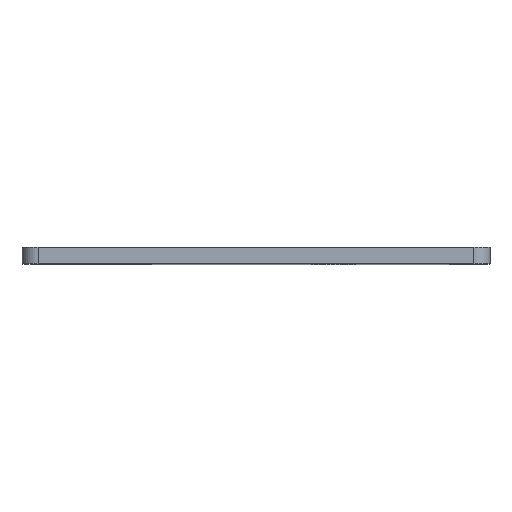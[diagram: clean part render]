
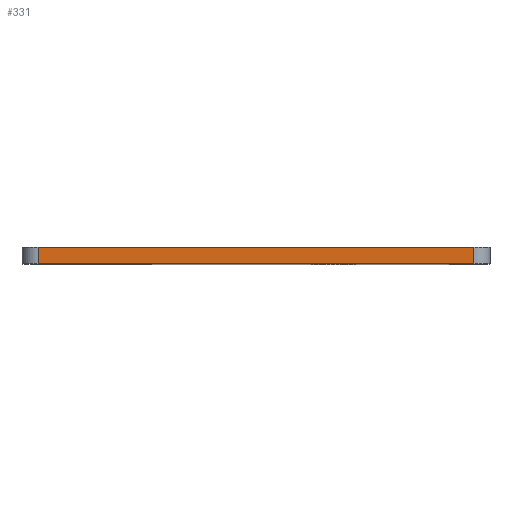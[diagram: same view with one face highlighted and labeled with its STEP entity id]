
A CAD part, top view. The second image highlights one B-rep face of the part: STEP entity #331.
In plain terms, the highlighted planar face has unit normal (0, 0, 1).
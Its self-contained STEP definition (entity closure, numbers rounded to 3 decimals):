
#1 = EDGE_CURVE ( 'NONE', #534, #621, #637, .T. ) ;
#27 = VECTOR ( 'NONE', #150, 1000. ) ;
#29 = VECTOR ( 'NONE', #272, 1000. ) ;
#41 = CARTESIAN_POINT ( 'NONE',  ( 66.471, 3., 20.5 ) ) ;
#43 = VERTEX_POINT ( 'NONE', #673 ) ;
#48 = CARTESIAN_POINT ( 'NONE',  ( 63.471, 3., 20.5 ) ) ;
#49 = VECTOR ( 'NONE', #624, 1000. ) ;
#54 = PLANE ( 'NONE',  #316 ) ;
#82 = DIRECTION ( 'NONE',  ( 0., -1., 0. ) ) ;
#86 = ORIENTED_EDGE ( 'NONE', *, *, #139, .T. ) ;
#100 = CARTESIAN_POINT ( 'NONE',  ( 146.471, 0., 20.5 ) ) ;
#104 = FACE_OUTER_BOUND ( 'NONE', #198, .T. ) ;
#139 = EDGE_CURVE ( 'NONE', #505, #534, #629, .T. ) ;
#150 = DIRECTION ( 'NONE',  ( 1., 0., 0. ) ) ;
#155 = CARTESIAN_POINT ( 'NONE',  ( 63.471, 0., 20.5 ) ) ;
#168 = DIRECTION ( 'NONE',  ( 0., 0., 1. ) ) ;
#198 = EDGE_LOOP ( 'NONE', ( #554, #86, #303, #646 ) ) ;
#229 = CARTESIAN_POINT ( 'NONE',  ( 66.471, 0., 20.5 ) ) ;
#272 = DIRECTION ( 'NONE',  ( 0., 1., 0. ) ) ;
#279 = EDGE_CURVE ( 'NONE', #621, #43, #509, .T. ) ;
#303 = ORIENTED_EDGE ( 'NONE', *, *, #1, .T. ) ;
#316 = AXIS2_PLACEMENT_3D ( 'NONE', #425, #168, #381 ) ;
#331 = ADVANCED_FACE ( 'NONE', ( #104 ), #54, .T. ) ;
#335 = VECTOR ( 'NONE', #82, 1000. ) ;
#381 = DIRECTION ( 'NONE',  ( 1., 0., 0. ) ) ;
#405 = CARTESIAN_POINT ( 'NONE',  ( 66.471, 0., 20.5 ) ) ;
#425 = CARTESIAN_POINT ( 'NONE',  ( 63.471, 0., 20.5 ) ) ;
#435 = CARTESIAN_POINT ( 'NONE',  ( 146.471, 0., 20.5 ) ) ;
#505 = VERTEX_POINT ( 'NONE', #41 ) ;
#509 = LINE ( 'NONE', #435, #29 ) ;
#534 = VERTEX_POINT ( 'NONE', #229 ) ;
#536 = LINE ( 'NONE', #48, #27 ) ;
#554 = ORIENTED_EDGE ( 'NONE', *, *, #599, .F. ) ;
#599 = EDGE_CURVE ( 'NONE', #505, #43, #536, .T. ) ;
#621 = VERTEX_POINT ( 'NONE', #100 ) ;
#624 = DIRECTION ( 'NONE',  ( 1., 0., 0. ) ) ;
#629 = LINE ( 'NONE', #405, #335 ) ;
#637 = LINE ( 'NONE', #155, #49 ) ;
#646 = ORIENTED_EDGE ( 'NONE', *, *, #279, .T. ) ;
#673 = CARTESIAN_POINT ( 'NONE',  ( 146.471, 3., 20.5 ) ) ;
